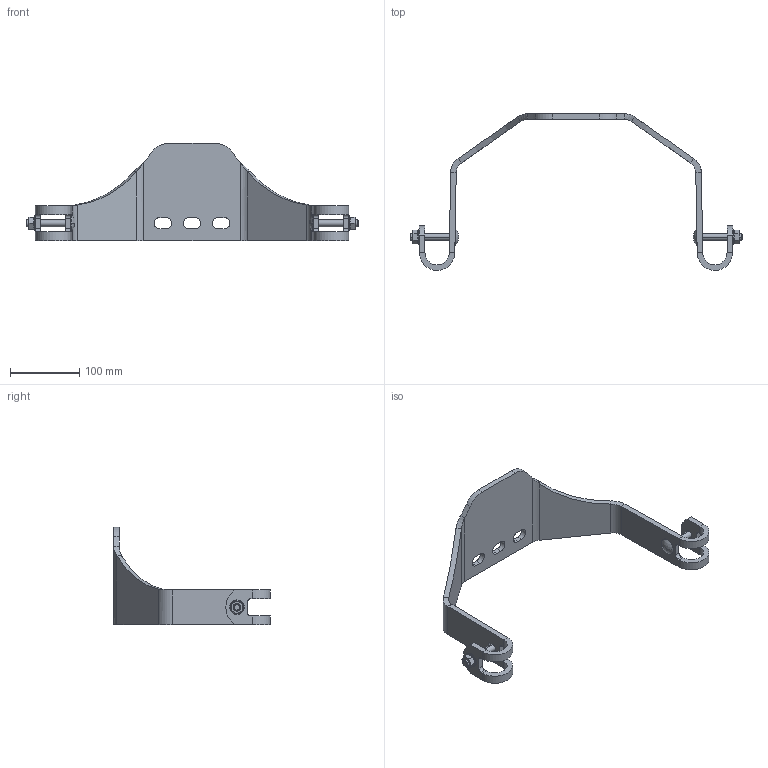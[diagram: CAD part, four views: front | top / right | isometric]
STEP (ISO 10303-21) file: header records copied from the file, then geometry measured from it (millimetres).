
FILE_DESCRIPTION (( 'STEP AP203' ), '1' );
FILE_NAME ('0928261000.STEP', '2024-05-21T13:17:25', ( '' ), ( '' ), 'SwSTEP 2.0', 'SolidWorks 2022', '' );
FILE_SCHEMA (( 'CONFIG_CONTROL_DESIGN' ));
Length unit declared in the file: metre
Products named in the file (1): 0928261000
Bounding box: 478.08 x 225.5 x 140 mm (x, y, z)
Volume: 448484.4 mm3; surface area: 138321.3 mm2
Topology: 7 solids, 7 shells, 229 faces, 529 edges, 312 vertices
Faces by surface type: plane 102, cylinder 75, cone 40, bspline 8, sphere 4
Entity records: 6988 total; most frequent: CARTESIAN_POINT 1777, DIRECTION 1075, ORIENTED_EDGE 1058, EDGE_CURVE 529, AXIS2_PLACEMENT_3D 404, VERTEX_POINT 312, VECTOR 267, LINE 267
